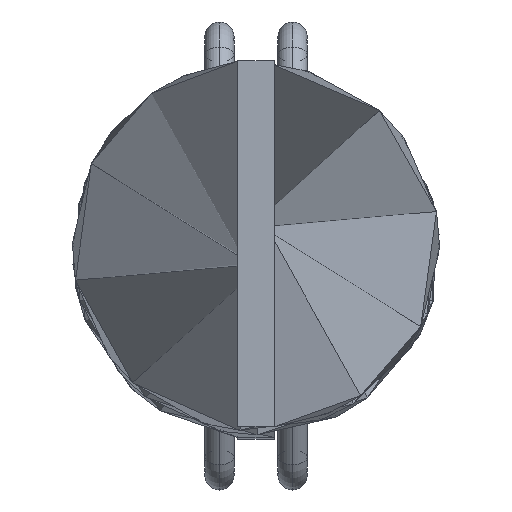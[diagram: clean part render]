
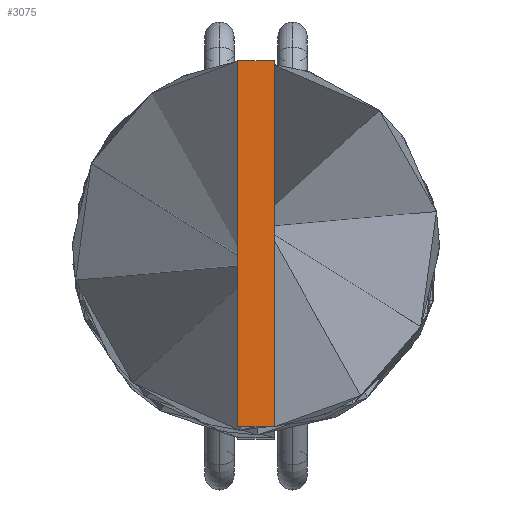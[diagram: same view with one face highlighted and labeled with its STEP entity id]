
A CAD part, top view. The second image highlights one B-rep face of the part: STEP entity #3075.
In plain terms, the highlighted planar face has unit normal (0, 0, 1).
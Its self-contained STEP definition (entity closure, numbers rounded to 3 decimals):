
#132 = CARTESIAN_POINT ( 'NONE',  ( 0.5, 5., 200. ) ) ;
#376 = DIRECTION ( 'NONE',  ( 0., 0., 1. ) ) ;
#378 = VECTOR ( 'NONE', #4446, 1000. ) ;
#560 = ORIENTED_EDGE ( 'NONE', *, *, #2393, .T. ) ;
#804 = VERTEX_POINT ( 'NONE', #4527 ) ;
#902 = VECTOR ( 'NONE', #2507, 1000. ) ;
#1062 = ORIENTED_EDGE ( 'NONE', *, *, #2676, .T. ) ;
#1429 = VERTEX_POINT ( 'NONE', #4419 ) ;
#1432 = DIRECTION ( 'NONE',  ( 1., 0., 0. ) ) ;
#1561 = VECTOR ( 'NONE', #1860, 1000. ) ;
#1829 = FACE_OUTER_BOUND ( 'NONE', #2609, .T. ) ;
#1860 = DIRECTION ( 'NONE',  ( 1., 0., 0. ) ) ;
#1981 = ORIENTED_EDGE ( 'NONE', *, *, #2021, .T. ) ;
#2021 = EDGE_CURVE ( 'NONE', #1429, #2834, #4487, .T. ) ;
#2147 = VECTOR ( 'NONE', #3787, 1000. ) ;
#2280 = CARTESIAN_POINT ( 'NONE',  ( -0.5, 5., 200. ) ) ;
#2393 = EDGE_CURVE ( 'NONE', #2834, #2930, #4113, .T. ) ;
#2437 = LINE ( 'NONE', #2913, #902 ) ;
#2507 = DIRECTION ( 'NONE',  ( 0., -1., 0. ) ) ;
#2609 = EDGE_LOOP ( 'NONE', ( #560, #1062, #3709, #1981 ) ) ;
#2676 = EDGE_CURVE ( 'NONE', #2930, #804, #2437, .T. ) ;
#2764 = EDGE_CURVE ( 'NONE', #804, #1429, #2864, .T. ) ;
#2834 = VERTEX_POINT ( 'NONE', #132 ) ;
#2864 = LINE ( 'NONE', #3941, #1561 ) ;
#2913 = CARTESIAN_POINT ( 'NONE',  ( -0.5, 5., 200. ) ) ;
#2930 = VERTEX_POINT ( 'NONE', #2280 ) ;
#2952 = CARTESIAN_POINT ( 'NONE',  ( 0., 0., 200. ) ) ;
#2988 = CARTESIAN_POINT ( 'NONE',  ( 0.5, -5., 200. ) ) ;
#3012 = CARTESIAN_POINT ( 'NONE',  ( 0.5, 5., 200. ) ) ;
#3075 = ADVANCED_FACE ( 'NONE', ( #1829 ), #3636, .T. ) ;
#3636 = PLANE ( 'NONE',  #3799 ) ;
#3709 = ORIENTED_EDGE ( 'NONE', *, *, #2764, .T. ) ;
#3787 = DIRECTION ( 'NONE',  ( -1., 0., 0. ) ) ;
#3799 = AXIS2_PLACEMENT_3D ( 'NONE', #2952, #376, #1432 ) ;
#3941 = CARTESIAN_POINT ( 'NONE',  ( -0.5, -5., 200. ) ) ;
#4113 = LINE ( 'NONE', #3012, #2147 ) ;
#4419 = CARTESIAN_POINT ( 'NONE',  ( 0.5, -5., 200. ) ) ;
#4446 = DIRECTION ( 'NONE',  ( 0., 1., 0. ) ) ;
#4487 = LINE ( 'NONE', #2988, #378 ) ;
#4527 = CARTESIAN_POINT ( 'NONE',  ( -0.5, -5., 200. ) ) ;
